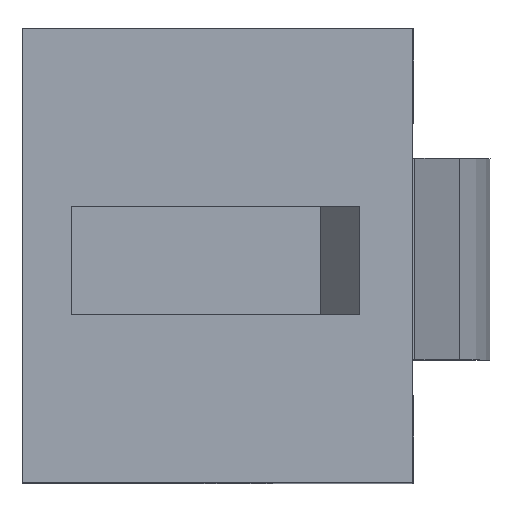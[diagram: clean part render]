
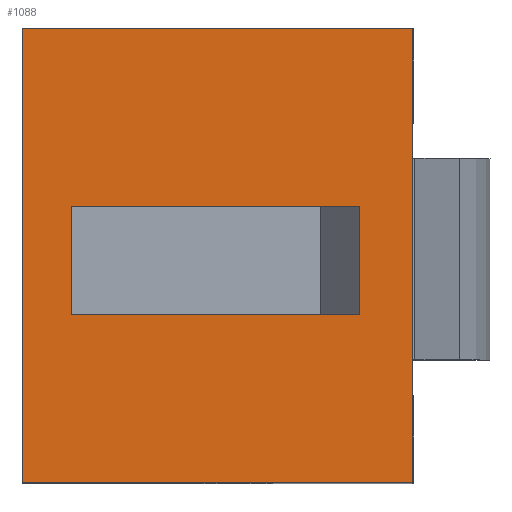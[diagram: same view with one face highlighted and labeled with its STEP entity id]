
A CAD part, top view. The second image highlights one B-rep face of the part: STEP entity #1088.
In plain terms, the highlighted planar face has unit normal (0, 0, 1).
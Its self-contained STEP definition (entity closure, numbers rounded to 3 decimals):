
#18=FACE_BOUND('',#204,.T.);
#138=FACE_OUTER_BOUND('',#203,.T.);
#203=EDGE_LOOP('',(#948,#949,#950,#951));
#204=EDGE_LOOP('',(#952,#953,#954,#955));
#238=LINE('',#1685,#347);
#242=LINE('',#1693,#351);
#245=LINE('',#1699,#354);
#248=LINE('',#1704,#357);
#294=LINE('',#1799,#403);
#296=LINE('',#1807,#405);
#315=LINE('',#1845,#424);
#316=LINE('',#1846,#425);
#347=VECTOR('',#1349,10.);
#351=VECTOR('',#1355,10.);
#354=VECTOR('',#1360,10.);
#357=VECTOR('',#1367,10.);
#403=VECTOR('',#1451,10.);
#405=VECTOR('',#1455,10.);
#424=VECTOR('',#1490,10.);
#425=VECTOR('',#1491,10.);
#482=VERTEX_POINT('',#1681);
#484=VERTEX_POINT('',#1684);
#487=VERTEX_POINT('',#1692);
#489=VERTEX_POINT('',#1698);
#518=VERTEX_POINT('',#1796);
#519=VERTEX_POINT('',#1798);
#520=VERTEX_POINT('',#1806);
#531=VERTEX_POINT('',#1844);
#602=EDGE_CURVE('',#484,#482,#238,.T.);
#606=EDGE_CURVE('',#487,#484,#242,.T.);
#609=EDGE_CURVE('',#489,#487,#245,.T.);
#612=EDGE_CURVE('',#482,#489,#248,.T.);
#658=EDGE_CURVE('',#519,#518,#294,.F.);
#661=EDGE_CURVE('',#520,#519,#296,.T.);
#680=EDGE_CURVE('',#531,#518,#315,.T.);
#681=EDGE_CURVE('',#520,#531,#316,.T.);
#948=ORIENTED_EDGE('',*,*,#658,.T.);
#949=ORIENTED_EDGE('',*,*,#680,.F.);
#950=ORIENTED_EDGE('',*,*,#681,.F.);
#951=ORIENTED_EDGE('',*,*,#661,.T.);
#952=ORIENTED_EDGE('',*,*,#609,.T.);
#953=ORIENTED_EDGE('',*,*,#606,.T.);
#954=ORIENTED_EDGE('',*,*,#602,.T.);
#955=ORIENTED_EDGE('',*,*,#612,.T.);
#1029=PLANE('',#1198);
#1088=ADVANCED_FACE('',(#138,#18),#1029,.T.);
#1198=AXIS2_PLACEMENT_3D('',#1843,#1488,#1489);
#1349=DIRECTION('',(0.,-1.,0.));
#1355=DIRECTION('',(1.,0.,0.));
#1360=DIRECTION('',(0.,1.,0.));
#1367=DIRECTION('',(-1.,0.,0.));
#1451=DIRECTION('',(-1.,0.,0.));
#1455=DIRECTION('',(0.,-1.,0.));
#1488=DIRECTION('center_axis',(0.,0.,
1.));
#1489=DIRECTION('ref_axis',(0.,-1.,0.));
#1490=DIRECTION('',(0.,-1.,0.));
#1491=DIRECTION('',(1.,0.,0.));
#1681=CARTESIAN_POINT('',(6.751,6.143,45.586));
#1684=CARTESIAN_POINT('',(6.751,10.969,45.586));
#1685=CARTESIAN_POINT('',(6.751,8.622,45.586));
#1692=CARTESIAN_POINT('',(-6.138,10.969,45.586));
#1693=CARTESIAN_POINT('',(-0.776,10.969,45.586));
#1698=CARTESIAN_POINT('',(-6.138,6.143,45.586));
#1699=CARTESIAN_POINT('',(-6.138,8.622,45.586));
#1704=CARTESIAN_POINT('',(-0.776,6.143,45.586));
#1796=CARTESIAN_POINT('',(9.084,-1.394,45.586));
#1798=CARTESIAN_POINT('',(-8.347,-1.394,45.586));
#1799=CARTESIAN_POINT('',(-0.851,-1.394,45.586));
#1806=CARTESIAN_POINT('',(-8.347,18.913,45.586));
#1807=CARTESIAN_POINT('',(-8.347,8.699,45.586));
#1843=CARTESIAN_POINT('Origin',(-1.563,8.689,45.586));
#1844=CARTESIAN_POINT('',(9.084,18.913,45.586));
#1845=CARTESIAN_POINT('',(9.084,8.556,45.586));
#1846=CARTESIAN_POINT('',(-0.841,18.913,45.586));
